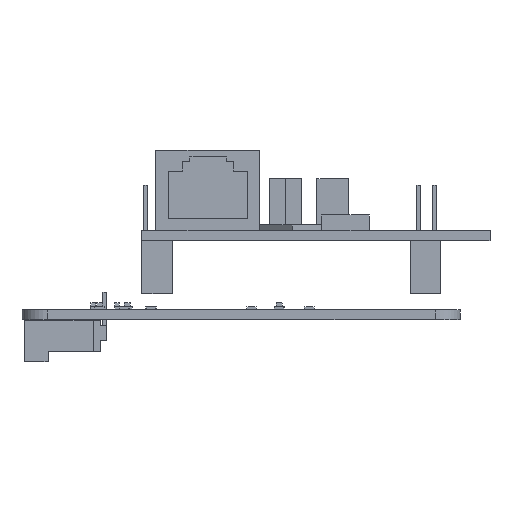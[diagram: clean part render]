
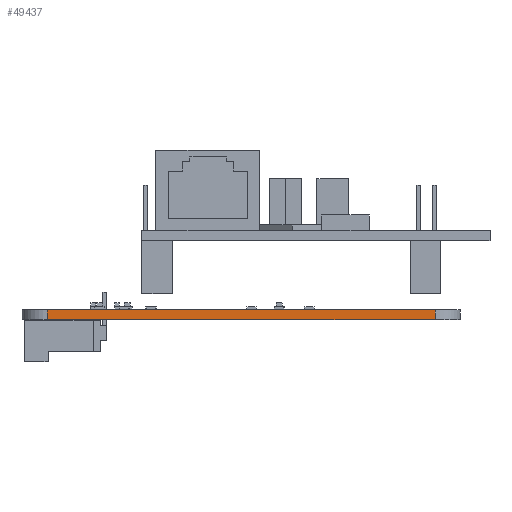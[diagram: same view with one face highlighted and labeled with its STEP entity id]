
A CAD part, left-side view. The second image highlights one B-rep face of the part: STEP entity #49437.
In plain terms, the highlighted planar face has unit normal (-1, 0, 0).
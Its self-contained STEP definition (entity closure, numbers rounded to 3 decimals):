
#41610 = PLANE('',#41611);
#41611 = AXIS2_PLACEMENT_3D('',#41612,#41613,#41614);
#41612 = CARTESIAN_POINT('',(155.262,-110.469,1.6));
#41613 = DIRECTION('',(0.,0.,1.));
#41614 = DIRECTION('',(1.,0.,0.));
#41665 = PLANE('',#41666);
#41666 = AXIS2_PLACEMENT_3D('',#41667,#41668,#41669);
#41667 = CARTESIAN_POINT('',(155.262,-110.469,0.));
#41668 = DIRECTION('',(0.,0.,1.));
#41669 = DIRECTION('',(1.,0.,0.));
#41698 = CYLINDRICAL_SURFACE('',#41699,4.001);
#41699 = AXIS2_PLACEMENT_3D('',#41700,#41701,#41702);
#41700 = CARTESIAN_POINT('',(88.532,-141.605,0.));
#41701 = DIRECTION('',(0.,0.,-1.));
#41702 = DIRECTION('',(1.,0.,0.));
#41887 = VERTEX_POINT('',#41888);
#41888 = CARTESIAN_POINT('',(84.531,-79.375,0.));
#41903 = CYLINDRICAL_SURFACE('',#41904,4.064);
#41904 = AXIS2_PLACEMENT_3D('',#41905,#41906,#41907);
#41905 = CARTESIAN_POINT('',(88.595,-79.375,0.));
#41906 = DIRECTION('',(0.,0.,-1.));
#41907 = DIRECTION('',(1.,0.,0.));
#41915 = EDGE_CURVE('',#41887,#41916,#41918,.T.);
#41916 = VERTEX_POINT('',#41917);
#41917 = CARTESIAN_POINT('',(84.531,-141.605,0.));
#41918 = SURFACE_CURVE('',#41919,(#41923,#41930),.PCURVE_S1.);
#41919 = LINE('',#41920,#41921);
#41920 = CARTESIAN_POINT('',(84.531,-79.375,0.));
#41921 = VECTOR('',#41922,1.);
#41922 = DIRECTION('',(0.,-1.,0.));
#41923 = PCURVE('',#41665,#41924);
#41924 = DEFINITIONAL_REPRESENTATION('',(#41925),#41929);
#41925 = LINE('',#41926,#41927);
#41926 = CARTESIAN_POINT('',(-70.73,31.094));
#41927 = VECTOR('',#41928,1.);
#41928 = DIRECTION('',(0.,-1.));
#41929 = ( GEOMETRIC_REPRESENTATION_CONTEXT(2) 
PARAMETRIC_REPRESENTATION_CONTEXT() REPRESENTATION_CONTEXT('2D SPACE',''
  ) );
#41930 = PCURVE('',#41931,#41936);
#41931 = PLANE('',#41932);
#41932 = AXIS2_PLACEMENT_3D('',#41933,#41934,#41935);
#41933 = CARTESIAN_POINT('',(84.531,-79.375,0.));
#41934 = DIRECTION('',(1.,0.,0.));
#41935 = DIRECTION('',(0.,-1.,0.));
#41936 = DEFINITIONAL_REPRESENTATION('',(#41937),#41941);
#41937 = LINE('',#41938,#41939);
#41938 = CARTESIAN_POINT('',(0.,0.));
#41939 = VECTOR('',#41940,1.);
#41940 = DIRECTION('',(1.,0.));
#41941 = ( GEOMETRIC_REPRESENTATION_CONTEXT(2) 
PARAMETRIC_REPRESENTATION_CONTEXT() REPRESENTATION_CONTEXT('2D SPACE',''
  ) );
#45987 = VERTEX_POINT('',#45988);
#45988 = CARTESIAN_POINT('',(84.531,-79.375,1.6));
#46010 = EDGE_CURVE('',#45987,#46011,#46013,.T.);
#46011 = VERTEX_POINT('',#46012);
#46012 = CARTESIAN_POINT('',(84.531,-141.605,1.6));
#46013 = SURFACE_CURVE('',#46014,(#46018,#46025),.PCURVE_S1.);
#46014 = LINE('',#46015,#46016);
#46015 = CARTESIAN_POINT('',(84.531,-79.375,1.6));
#46016 = VECTOR('',#46017,1.);
#46017 = DIRECTION('',(0.,-1.,0.));
#46018 = PCURVE('',#41610,#46019);
#46019 = DEFINITIONAL_REPRESENTATION('',(#46020),#46024);
#46020 = LINE('',#46021,#46022);
#46021 = CARTESIAN_POINT('',(-70.73,31.094));
#46022 = VECTOR('',#46023,1.);
#46023 = DIRECTION('',(0.,-1.));
#46024 = ( GEOMETRIC_REPRESENTATION_CONTEXT(2) 
PARAMETRIC_REPRESENTATION_CONTEXT() REPRESENTATION_CONTEXT('2D SPACE',''
  ) );
#46025 = PCURVE('',#41931,#46026);
#46026 = DEFINITIONAL_REPRESENTATION('',(#46027),#46031);
#46027 = LINE('',#46028,#46029);
#46028 = CARTESIAN_POINT('',(0.,-1.6));
#46029 = VECTOR('',#46030,1.);
#46030 = DIRECTION('',(1.,0.));
#46031 = ( GEOMETRIC_REPRESENTATION_CONTEXT(2) 
PARAMETRIC_REPRESENTATION_CONTEXT() REPRESENTATION_CONTEXT('2D SPACE',''
  ) );
#49387 = EDGE_CURVE('',#41916,#46011,#49388,.T.);
#49388 = SURFACE_CURVE('',#49389,(#49393,#49400),.PCURVE_S1.);
#49389 = LINE('',#49390,#49391);
#49390 = CARTESIAN_POINT('',(84.531,-141.605,0.));
#49391 = VECTOR('',#49392,1.);
#49392 = DIRECTION('',(0.,0.,1.));
#49393 = PCURVE('',#41698,#49394);
#49394 = DEFINITIONAL_REPRESENTATION('',(#49395),#49399);
#49395 = LINE('',#49396,#49397);
#49396 = CARTESIAN_POINT('',(-3.142,0.));
#49397 = VECTOR('',#49398,1.);
#49398 = DIRECTION('',(0.,-1.));
#49399 = ( GEOMETRIC_REPRESENTATION_CONTEXT(2) 
PARAMETRIC_REPRESENTATION_CONTEXT() REPRESENTATION_CONTEXT('2D SPACE',''
  ) );
#49400 = PCURVE('',#41931,#49401);
#49401 = DEFINITIONAL_REPRESENTATION('',(#49402),#49406);
#49402 = LINE('',#49403,#49404);
#49403 = CARTESIAN_POINT('',(62.23,0.));
#49404 = VECTOR('',#49405,1.);
#49405 = DIRECTION('',(0.,-1.));
#49406 = ( GEOMETRIC_REPRESENTATION_CONTEXT(2) 
PARAMETRIC_REPRESENTATION_CONTEXT() REPRESENTATION_CONTEXT('2D SPACE',''
  ) );
#49437 = ADVANCED_FACE('',(#49438),#41931,.F.);
#49438 = FACE_BOUND('',#49439,.F.);
#49439 = EDGE_LOOP('',(#49440,#49461,#49462,#49463));
#49440 = ORIENTED_EDGE('',*,*,#49441,.T.);
#49441 = EDGE_CURVE('',#41887,#45987,#49442,.T.);
#49442 = SURFACE_CURVE('',#49443,(#49447,#49454),.PCURVE_S1.);
#49443 = LINE('',#49444,#49445);
#49444 = CARTESIAN_POINT('',(84.531,-79.375,0.));
#49445 = VECTOR('',#49446,1.);
#49446 = DIRECTION('',(0.,0.,1.));
#49447 = PCURVE('',#41931,#49448);
#49448 = DEFINITIONAL_REPRESENTATION('',(#49449),#49453);
#49449 = LINE('',#49450,#49451);
#49450 = CARTESIAN_POINT('',(0.,0.));
#49451 = VECTOR('',#49452,1.);
#49452 = DIRECTION('',(0.,-1.));
#49453 = ( GEOMETRIC_REPRESENTATION_CONTEXT(2) 
PARAMETRIC_REPRESENTATION_CONTEXT() REPRESENTATION_CONTEXT('2D SPACE',''
  ) );
#49454 = PCURVE('',#41903,#49455);
#49455 = DEFINITIONAL_REPRESENTATION('',(#49456),#49460);
#49456 = LINE('',#49457,#49458);
#49457 = CARTESIAN_POINT('',(-3.142,0.));
#49458 = VECTOR('',#49459,1.);
#49459 = DIRECTION('',(0.,-1.));
#49460 = ( GEOMETRIC_REPRESENTATION_CONTEXT(2) 
PARAMETRIC_REPRESENTATION_CONTEXT() REPRESENTATION_CONTEXT('2D SPACE',''
  ) );
#49461 = ORIENTED_EDGE('',*,*,#46010,.T.);
#49462 = ORIENTED_EDGE('',*,*,#49387,.F.);
#49463 = ORIENTED_EDGE('',*,*,#41915,.F.);
